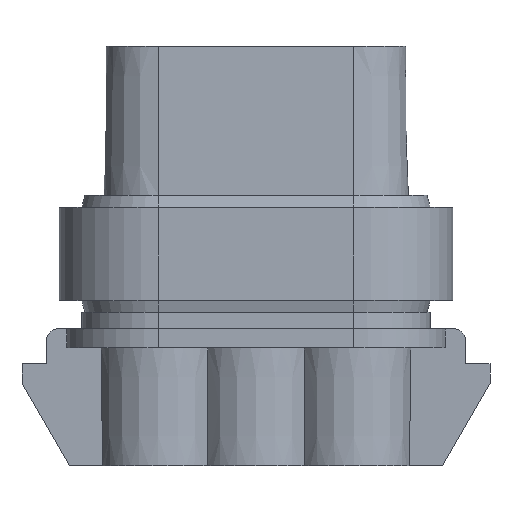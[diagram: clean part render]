
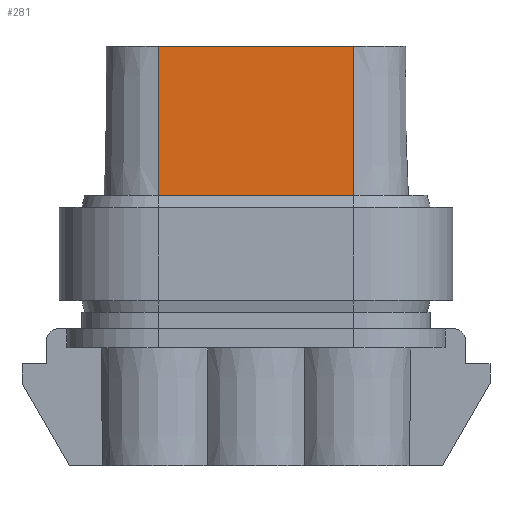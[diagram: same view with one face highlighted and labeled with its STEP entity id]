
A CAD part, front view. The second image highlights one B-rep face of the part: STEP entity #281.
In plain terms, the highlighted planar face has unit normal (0, -1, 0.018).
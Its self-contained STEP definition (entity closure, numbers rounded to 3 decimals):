
#187=FACE_OUTER_BOUND('',#444,.T.);
#281=ADVANCED_FACE('',(#187),#342,.F.);
#342=PLANE('',#1924);
#444=EDGE_LOOP('',(#956,#957,#958,#959));
#956=ORIENTED_EDGE('',*,*,#1181,.F.);
#957=ORIENTED_EDGE('',*,*,#1411,.F.);
#958=ORIENTED_EDGE('',*,*,#1404,.F.);
#959=ORIENTED_EDGE('',*,*,#1410,.F.);
#1017=VERTEX_POINT('',#2458);
#1018=VERTEX_POINT('',#2460);
#1161=VERTEX_POINT('',#2940);
#1162=VERTEX_POINT('',#2942);
#1181=EDGE_CURVE('',#1017,#1018,#1433,.T.);
#1404=EDGE_CURVE('',#1161,#1162,#1578,.T.);
#1410=EDGE_CURVE('',#1018,#1161,#1583,.T.);
#1411=EDGE_CURVE('',#1162,#1017,#1584,.T.);
#1433=LINE('',#2459,#1604);
#1578=LINE('',#2941,#1749);
#1583=LINE('',#2952,#1754);
#1584=LINE('',#2954,#1755);
#1604=VECTOR('',#1950,1.);
#1749=VECTOR('',#2385,1.);
#1754=VECTOR('',#2394,1.);
#1755=VECTOR('',#2397,1.);
#1924=AXIS2_PLACEMENT_3D('',#2957,#2401,#2402);
#1950=DIRECTION('',(-1.,0.,0.));
#2385=DIRECTION('',(1.,0.,0.));
#2394=DIRECTION('',(0.,0.017,1.));
#2397=DIRECTION('',(0.,-0.017,-1.));
#2401=DIRECTION('',(0.,1.,-0.017));
#2402=DIRECTION('',(0.,-0.017,-1.));
#2458=CARTESIAN_POINT('',(6.05,-3.396,-3.75));
#2459=CARTESIAN_POINT('',(0.,-3.396,-3.75));
#2460=CARTESIAN_POINT('',(-6.05,-3.396,-3.75));
#2940=CARTESIAN_POINT('',(-6.05,-3.235,5.5));
#2941=CARTESIAN_POINT('',(0.,-3.235,5.5));
#2942=CARTESIAN_POINT('',(6.05,-3.235,5.5));
#2952=CARTESIAN_POINT('',(-6.05,-3.25,4.634));
#2954=CARTESIAN_POINT('',(6.05,-3.25,4.634));
#2957=CARTESIAN_POINT('',(0.,-3.25,4.634));
